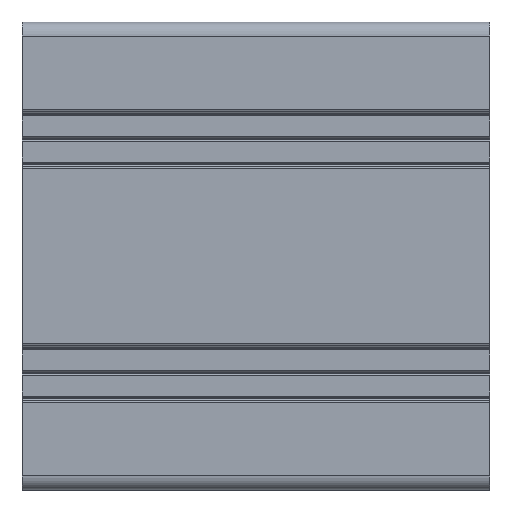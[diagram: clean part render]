
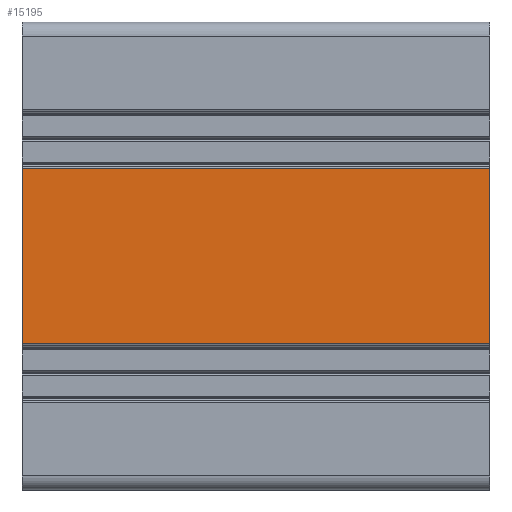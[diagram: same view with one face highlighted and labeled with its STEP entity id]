
A CAD part, front view. The second image highlights one B-rep face of the part: STEP entity #15195.
In plain terms, the highlighted planar face has unit normal (0, -1, 0).
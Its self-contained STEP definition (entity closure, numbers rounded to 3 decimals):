
#91 = VECTOR ( 'NONE', #7526, 1000. ) ;
#171 = EDGE_CURVE ( 'NONE', #1550, #234, #6287, .T. ) ;
#234 = VERTEX_POINT ( 'NONE', #12844 ) ;
#382 = VECTOR ( 'NONE', #22469, 1000. ) ;
#658 = LINE ( 'NONE', #16472, #91 ) ;
#1550 = VERTEX_POINT ( 'NONE', #9414 ) ;
#2097 = DIRECTION ( 'NONE',  ( 0., 1., 0. ) ) ;
#5463 = AXIS2_PLACEMENT_3D ( 'NONE', #10957, #2097, #13430 ) ;
#5701 = DIRECTION ( 'NONE',  ( -1., 0., 0. ) ) ;
#5716 = ORIENTED_EDGE ( 'NONE', *, *, #171, .T. ) ;
#5802 = PLANE ( 'NONE',  #5463 ) ;
#6287 = LINE ( 'NONE', #9224, #12177 ) ;
#7526 = DIRECTION ( 'NONE',  ( -1., 0., 0. ) ) ;
#8568 = EDGE_CURVE ( 'NONE', #234, #19099, #14742, .T. ) ;
#8596 = EDGE_CURVE ( 'NONE', #1550, #14872, #13620, .T. ) ;
#9224 = CARTESIAN_POINT ( 'NONE',  ( 59.184, 4.898, 18.7 ) ) ;
#9414 = CARTESIAN_POINT ( 'NONE',  ( 59.184, 4.898, 18.7 ) ) ;
#9693 = CARTESIAN_POINT ( 'NONE',  ( -40.816, 4.898, -18.7 ) ) ;
#10038 = CARTESIAN_POINT ( 'NONE',  ( 59.184, 4.898, 18.7 ) ) ;
#10957 = CARTESIAN_POINT ( 'NONE',  ( 59.184, 4.898, 18.7 ) ) ;
#11364 = EDGE_LOOP ( 'NONE', ( #21339, #11900, #12931, #5716 ) ) ;
#11900 = ORIENTED_EDGE ( 'NONE', *, *, #17065, .F. ) ;
#12177 = VECTOR ( 'NONE', #5701, 1000. ) ;
#12844 = CARTESIAN_POINT ( 'NONE',  ( -40.816, 4.898, 18.7 ) ) ;
#12854 = FACE_OUTER_BOUND ( 'NONE', #11364, .T. ) ;
#12931 = ORIENTED_EDGE ( 'NONE', *, *, #8596, .F. ) ;
#13430 = DIRECTION ( 'NONE',  ( 0., 0., 1. ) ) ;
#13620 = LINE ( 'NONE', #10038, #382 ) ;
#14742 = LINE ( 'NONE', #22301, #23177 ) ;
#14872 = VERTEX_POINT ( 'NONE', #21201 ) ;
#15195 = ADVANCED_FACE ( 'NONE', ( #12854 ), #5802, .F. ) ;
#16472 = CARTESIAN_POINT ( 'NONE',  ( 59.184, 4.898, -18.7 ) ) ;
#17065 = EDGE_CURVE ( 'NONE', #14872, #19099, #658, .T. ) ;
#18990 = DIRECTION ( 'NONE',  ( 0., 0., -1. ) ) ;
#19099 = VERTEX_POINT ( 'NONE', #9693 ) ;
#21201 = CARTESIAN_POINT ( 'NONE',  ( 59.184, 4.898, -18.7 ) ) ;
#21339 = ORIENTED_EDGE ( 'NONE', *, *, #8568, .T. ) ;
#22301 = CARTESIAN_POINT ( 'NONE',  ( -40.816, 4.898, 18.7 ) ) ;
#22469 = DIRECTION ( 'NONE',  ( 0., 0., -1. ) ) ;
#23177 = VECTOR ( 'NONE', #18990, 1000. ) ;
